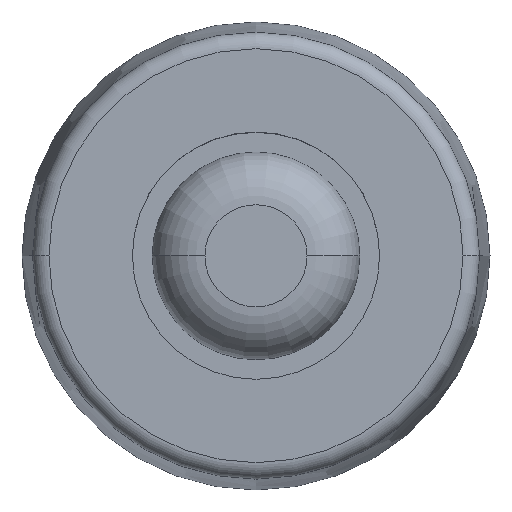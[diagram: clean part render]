
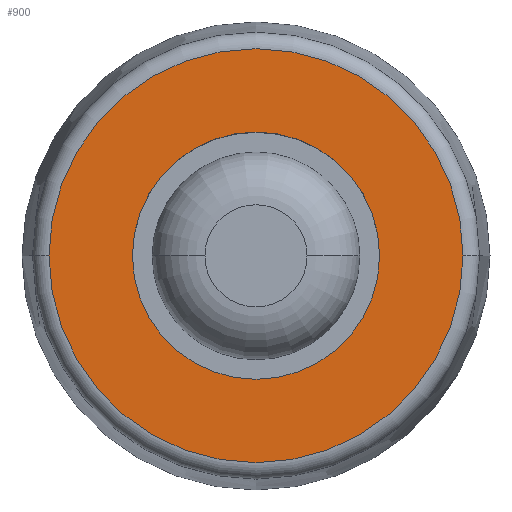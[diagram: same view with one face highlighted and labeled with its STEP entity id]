
A CAD part, top view. The second image highlights one B-rep face of the part: STEP entity #900.
In plain terms, the highlighted planar face has unit normal (0, 0, 1).
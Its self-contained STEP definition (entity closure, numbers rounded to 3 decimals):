
#204 = AXIS2_PLACEMENT_3D ( 'NONE', #547, #551, #564 ) ;
#229 = FACE_BOUND ( 'NONE', #259, .T. ) ;
#234 = FACE_OUTER_BOUND ( 'NONE', #261, .T. ) ;
#259 = EDGE_LOOP ( 'NONE', ( #366, #389 ) ) ;
#261 = EDGE_LOOP ( 'NONE', ( #436, #450 ) ) ;
#366 = ORIENTED_EDGE ( 'NONE', *, *, #1005, .F. ) ;
#389 = ORIENTED_EDGE ( 'NONE', *, *, #1204, .F. ) ;
#436 = ORIENTED_EDGE ( 'NONE', *, *, #1041, .T. ) ;
#450 = ORIENTED_EDGE ( 'NONE', *, *, #1126, .T. ) ;
#547 = CARTESIAN_POINT ( 'NONE',  ( 0., 6.75, 5.5 ) ) ;
#550 = PLANE ( 'NONE',  #204 ) ;
#551 = DIRECTION ( 'NONE',  ( 0., 0., -1. ) ) ;
#564 = DIRECTION ( 'NONE',  ( -1., 0., 0. ) ) ;
#668 = CARTESIAN_POINT ( 'NONE',  ( 0., 0., 5.5 ) ) ;
#669 = DIRECTION ( 'NONE',  ( 0., 0., 1. ) ) ;
#670 = DIRECTION ( 'NONE',  ( 1., 0., 0. ) ) ;
#704 = CARTESIAN_POINT ( 'NONE',  ( 0., 0., 5.5 ) ) ;
#708 = DIRECTION ( 'NONE',  ( 0., 0., 1. ) ) ;
#709 = DIRECTION ( 'NONE',  ( -1., 0., 0. ) ) ;
#824 = CARTESIAN_POINT ( 'NONE',  ( 0., 0., 5.5 ) ) ;
#825 = DIRECTION ( 'NONE',  ( 0., 0., 1. ) ) ;
#826 = DIRECTION ( 'NONE',  ( -1., 0., 0. ) ) ;
#875 = AXIS2_PLACEMENT_3D ( 'NONE', #1692, #1707, #1764 ) ;
#900 = ADVANCED_FACE ( 'NONE', ( #234, #229 ), #550, .F. ) ;
#1005 = EDGE_CURVE ( 'NONE', #1475, #1404, #1116, .T. ) ;
#1018 = CIRCLE ( 'NONE', #875, 3.75 ) ;
#1041 = EDGE_CURVE ( 'NONE', #1405, #1448, #1109, .T. ) ;
#1070 = CIRCLE ( 'NONE', #1810, 6.281 ) ;
#1109 = CIRCLE ( 'NONE', #1199, 6.281 ) ;
#1116 = CIRCLE ( 'NONE', #1211, 3.75 ) ;
#1126 = EDGE_CURVE ( 'NONE', #1448, #1405, #1070, .T. ) ;
#1199 = AXIS2_PLACEMENT_3D ( 'NONE', #704, #708, #709 ) ;
#1204 = EDGE_CURVE ( 'NONE', #1404, #1475, #1018, .T. ) ;
#1211 = AXIS2_PLACEMENT_3D ( 'NONE', #668, #669, #670 ) ;
#1404 = VERTEX_POINT ( 'NONE', #1780 ) ;
#1405 = VERTEX_POINT ( 'NONE', #1686 ) ;
#1448 = VERTEX_POINT ( 'NONE', #1574 ) ;
#1475 = VERTEX_POINT ( 'NONE', #1540 ) ;
#1540 = CARTESIAN_POINT ( 'NONE',  ( 3.75, 0., 5.5 ) ) ;
#1574 = CARTESIAN_POINT ( 'NONE',  ( 6.281, 0., 5.5 ) ) ;
#1686 = CARTESIAN_POINT ( 'NONE',  ( -6.281, 0., 5.5 ) ) ;
#1692 = CARTESIAN_POINT ( 'NONE',  ( 0., 0., 5.5 ) ) ;
#1707 = DIRECTION ( 'NONE',  ( 0., 0., 1. ) ) ;
#1764 = DIRECTION ( 'NONE',  ( 1., 0., 0. ) ) ;
#1780 = CARTESIAN_POINT ( 'NONE',  ( -3.75, 0., 5.5 ) ) ;
#1810 = AXIS2_PLACEMENT_3D ( 'NONE', #824, #825, #826 ) ;
